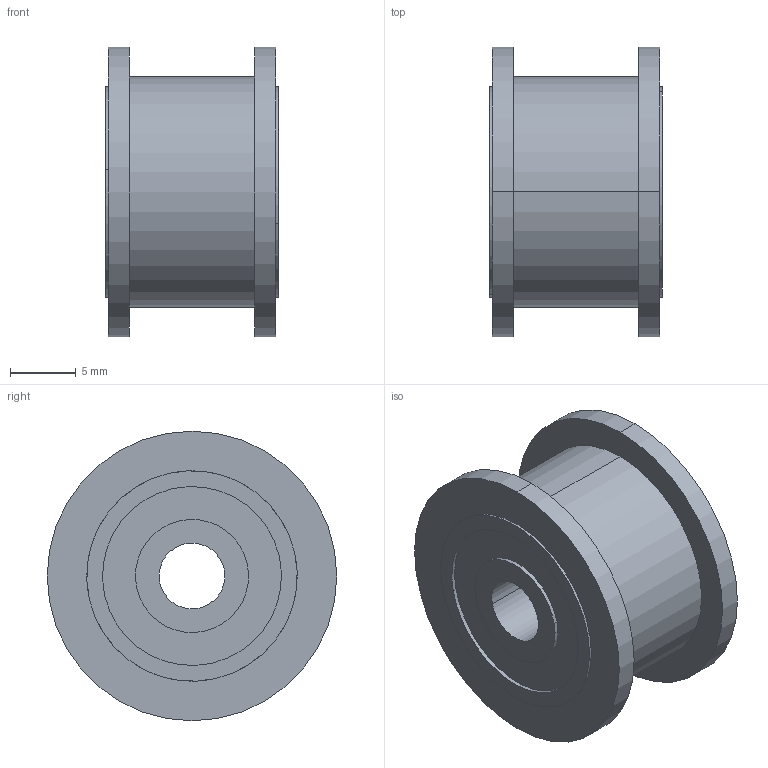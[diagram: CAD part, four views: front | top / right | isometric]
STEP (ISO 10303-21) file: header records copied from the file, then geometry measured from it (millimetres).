
FILE_DESCRIPTION (( 'STEP AP203' ), '1' );
FILE_NAME ('Smooth Idler.step', '2015-08-20T16:44:08', ( '' ), ( '' ), 'SwSTEP 2.0', 'SolidWorks 2014', '' );
FILE_SCHEMA (( 'CONFIG_CONTROL_DESIGN' ));
Length unit declared in the file: millimetre
Products named in the file (4): Ball Bearing 5 x 16 x 5; Smooth Idler; Nylon Spacer 0.125in; Smooth Idler Pulley Wheel
Assembly tree (4 placements, depth 2):
  Smooth Idler
    Smooth Idler Pulley Wheel
    Ball Bearing 5 x 16 x 5  x2
    Nylon Spacer 0.125in
Bounding box: 13.1 x 22 x 22 mm (x, y, z)
Volume: 2900.2 mm3; surface area: 3754 mm2
Topology: 4 solids, 4 shells, 60 faces, 120 edges, 80 vertices
Faces by surface type: cylinder 40, plane 20
Entity records: 1582 total; most frequent: DIRECTION 238, CARTESIAN_POINT 189, ORIENTED_EDGE 168, AXIS2_PLACEMENT_3D 105, EDGE_CURVE 84, CIRCLE 56, EDGE_LOOP 56, VERTEX_POINT 56
